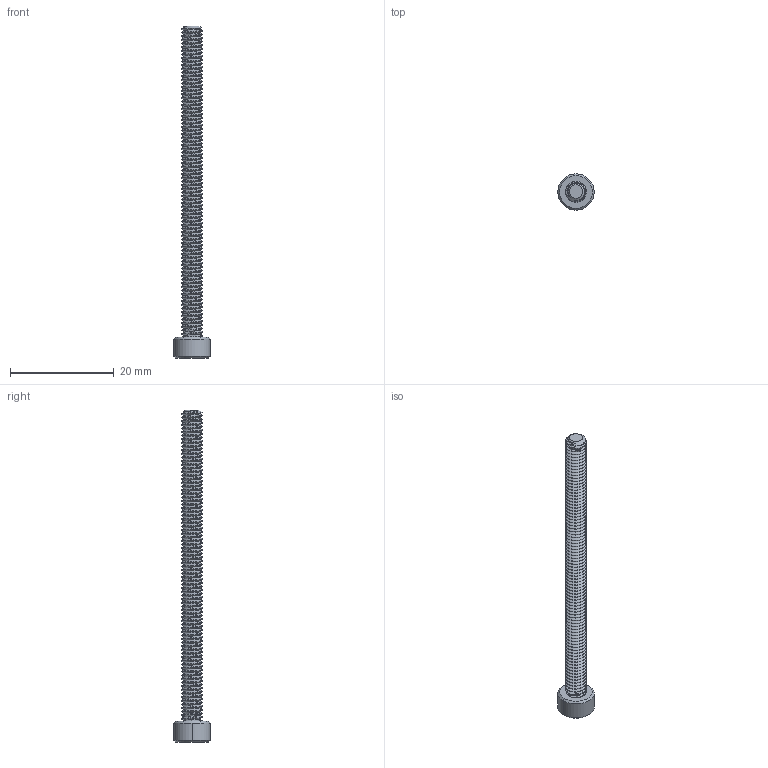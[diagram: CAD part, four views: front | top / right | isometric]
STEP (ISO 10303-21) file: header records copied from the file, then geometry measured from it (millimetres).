
FILE_DESCRIPTION (( 'STEP AP203' ), '1' );
FILE_NAME ('2800-0004-0060.STEP', '2018-05-18T20:54:36', ( '' ), ( '' ), 'SwSTEP 2.0', 'SolidWorks 2016', '' );
FILE_SCHEMA (( 'CONFIG_CONTROL_DESIGN' ));
Length unit declared in the file: millimetre
Products named in the file (1): 2800-0004-0060
Bounding box: 7 x 7 x 64 mm (x, y, z)
Volume: 729.9 mm3; surface area: 1343.3 mm2
Topology: 1 solids, 1 shells, 370 faces, 1081 edges, 715 vertices
Faces by surface type: cylinder 345, cone 13, plane 10, bspline 2
Entity records: 19799 total; most frequent: CARTESIAN_POINT 11985, ORIENTED_EDGE 2162, DIRECTION 1144, EDGE_CURVE 1081, VERTEX_POINT 715, AXIS2_PLACEMENT_3D 391, EDGE_LOOP 372, FACE_OUTER_BOUND 370
